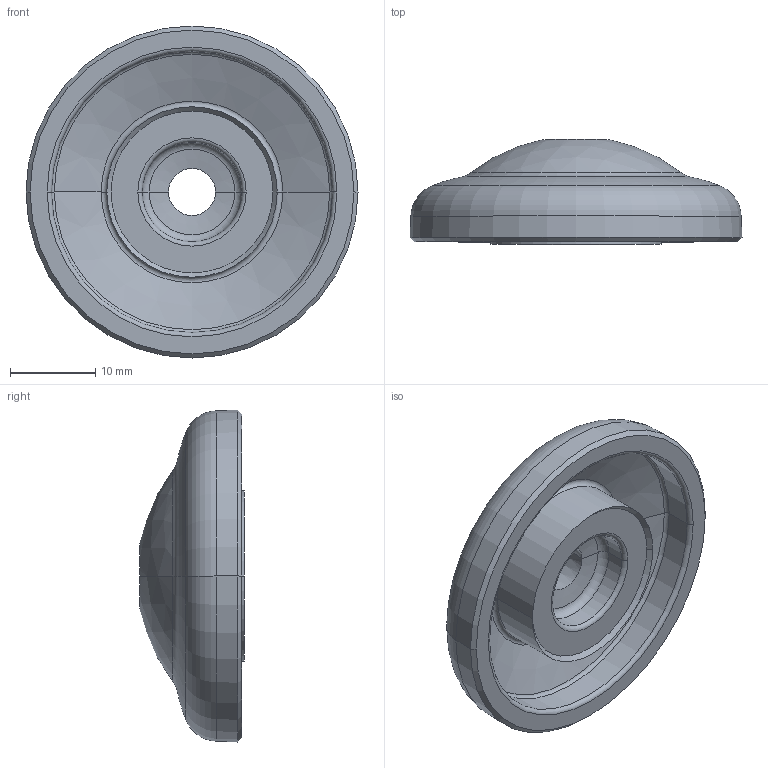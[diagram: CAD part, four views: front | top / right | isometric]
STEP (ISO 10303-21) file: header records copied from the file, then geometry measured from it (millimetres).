
FILE_DESCRIPTION (( 'STEP AP214' ), '1' );
FILE_NAME ('098e040zv.STEP', '2014-08-12T14:01:18', ( '' ), ( '' ), 'SwSTEP 2.0', 'SolidWorks 2014', '' );
FILE_SCHEMA (( 'AUTOMOTIVE_DESIGN' ));
Length unit declared in the file: millimetre
Products named in the file (2): 098e040zr_098 e 040 zr; 098e040zv
Assembly tree (1 placements, depth 2):
  098e040zv
    098e040zr_098 e 040 zr
Bounding box: 38.97 x 12.3 x 38.97 mm (x, y, z)
Volume: 6165.2 mm3; surface area: 4033.8 mm2
Topology: 1 solids, 1 shells, 38 faces, 76 edges, 40 vertices
Faces by surface type: torus 16, cone 12, cylinder 6, sphere 2, plane 2
Entity records: 1052 total; most frequent: DIRECTION 218, CARTESIAN_POINT 158, ORIENTED_EDGE 152, AXIS2_PLACEMENT_3D 100, EDGE_CURVE 76, CIRCLE 58, EDGE_LOOP 40, VERTEX_POINT 40
